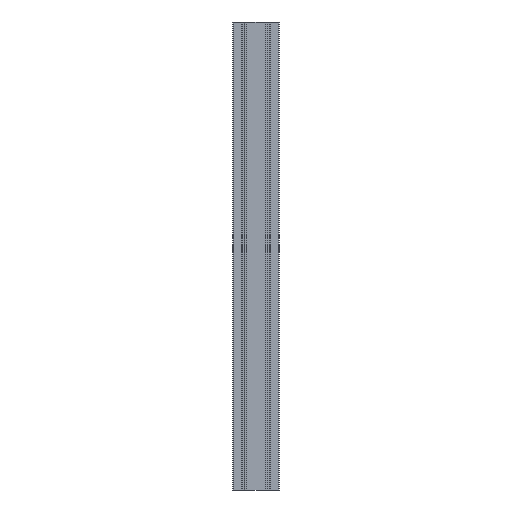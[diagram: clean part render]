
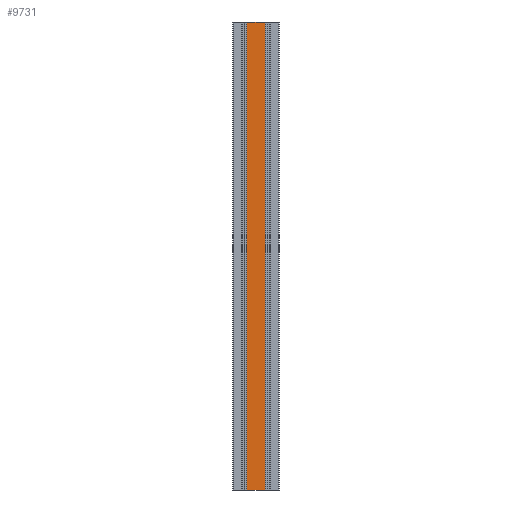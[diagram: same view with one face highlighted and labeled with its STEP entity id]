
A CAD part, left-side view. The second image highlights one B-rep face of the part: STEP entity #9731.
In plain terms, the highlighted planar face has unit normal (-1, 0, 0).
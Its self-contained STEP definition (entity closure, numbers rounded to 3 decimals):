
#718 = VECTOR ( 'NONE', #2286, 1000. ) ;
#1148 = EDGE_CURVE ( 'NONE', #9566, #9102, #10476, .T. ) ;
#1456 = CARTESIAN_POINT ( 'NONE',  ( -25., -44.6, 1000. ) ) ;
#1470 = CARTESIAN_POINT ( 'NONE',  ( -25., 0., 0. ) ) ;
#1901 = ORIENTED_EDGE ( 'NONE', *, *, #4805, .T. ) ;
#2229 = ORIENTED_EDGE ( 'NONE', *, *, #9762, .F. ) ;
#2286 = DIRECTION ( 'NONE',  ( 0., 1., 0. ) ) ;
#2333 = LINE ( 'NONE', #7121, #718 ) ;
#2635 = LINE ( 'NONE', #3527, #9977 ) ;
#3074 = PLANE ( 'NONE',  #3195 ) ;
#3195 = AXIS2_PLACEMENT_3D ( 'NONE', #8752, #7955, #4662 ) ;
#3248 = CARTESIAN_POINT ( 'NONE',  ( -25., -44.6, 0. ) ) ;
#3483 = EDGE_LOOP ( 'NONE', ( #2229, #7939, #1901, #5827 ) ) ;
#3527 = CARTESIAN_POINT ( 'NONE',  ( -25., -5.4, 1000. ) ) ;
#4065 = VECTOR ( 'NONE', #4693, 1000. ) ;
#4282 = DIRECTION ( 'NONE',  ( 0., 0., -1. ) ) ;
#4662 = DIRECTION ( 'NONE',  ( 0., 0., 1. ) ) ;
#4693 = DIRECTION ( 'NONE',  ( 0., 0., -1. ) ) ;
#4751 = VERTEX_POINT ( 'NONE', #8506 ) ;
#4805 = EDGE_CURVE ( 'NONE', #9566, #7884, #2333, .T. ) ;
#4889 = CARTESIAN_POINT ( 'NONE',  ( -25., -5.4, 1000. ) ) ;
#5827 = ORIENTED_EDGE ( 'NONE', *, *, #8332, .T. ) ;
#7052 = DIRECTION ( 'NONE',  ( 0., 1., 0. ) ) ;
#7121 = CARTESIAN_POINT ( 'NONE',  ( -25., 0., 1000. ) ) ;
#7483 = CARTESIAN_POINT ( 'NONE',  ( -25., -44.6, 1000. ) ) ;
#7884 = VERTEX_POINT ( 'NONE', #4889 ) ;
#7939 = ORIENTED_EDGE ( 'NONE', *, *, #1148, .F. ) ;
#7955 = DIRECTION ( 'NONE',  ( -1., 0., 0. ) ) ;
#8285 = VECTOR ( 'NONE', #7052, 1000. ) ;
#8332 = EDGE_CURVE ( 'NONE', #7884, #4751, #2635, .T. ) ;
#8506 = CARTESIAN_POINT ( 'NONE',  ( -25., -5.4, 0. ) ) ;
#8752 = CARTESIAN_POINT ( 'NONE',  ( -25., 0., 1000. ) ) ;
#9102 = VERTEX_POINT ( 'NONE', #3248 ) ;
#9439 = LINE ( 'NONE', #1470, #8285 ) ;
#9566 = VERTEX_POINT ( 'NONE', #7483 ) ;
#9731 = ADVANCED_FACE ( 'NONE', ( #10349 ), #3074, .T. ) ;
#9762 = EDGE_CURVE ( 'NONE', #9102, #4751, #9439, .T. ) ;
#9977 = VECTOR ( 'NONE', #4282, 1000. ) ;
#10349 = FACE_OUTER_BOUND ( 'NONE', #3483, .T. ) ;
#10476 = LINE ( 'NONE', #1456, #4065 ) ;
